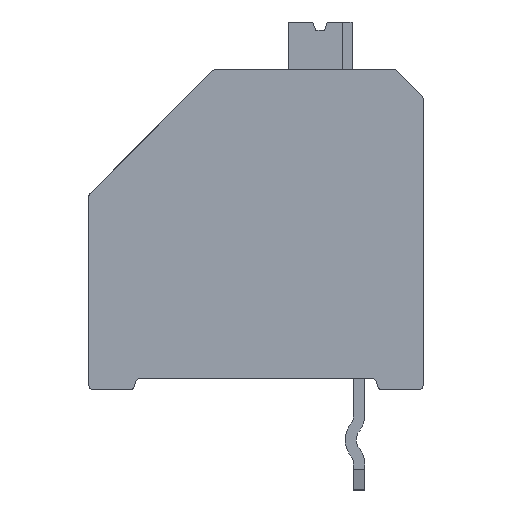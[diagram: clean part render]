
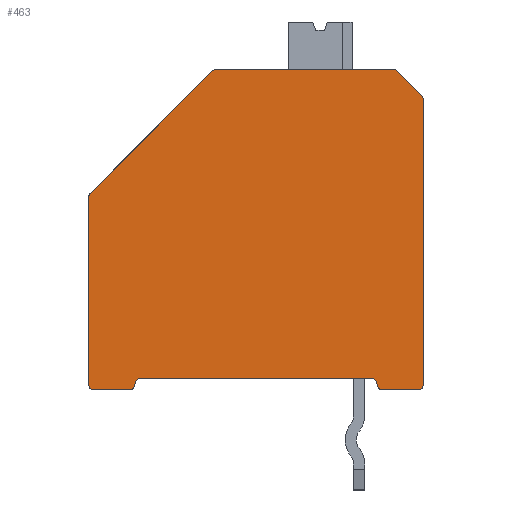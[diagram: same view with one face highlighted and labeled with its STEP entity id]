
A CAD part, front view. The second image highlights one B-rep face of the part: STEP entity #463.
In plain terms, the highlighted planar face has unit normal (0, -1, 0).
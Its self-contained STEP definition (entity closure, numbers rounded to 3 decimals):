
#463 = ADVANCED_FACE( '', ( #1143 ), #1144, .F. );
#1143 = FACE_OUTER_BOUND( '', #2084, .T. );
#1144 = PLANE( '', #2085 );
#2084 = EDGE_LOOP( '', ( #3137, #3138, #3139, #3140, #3141, #3142, #3143, #3144, #3145, #3146, #3147, #3148, #3149, #3150, #3151, #3152, #3153, #3154, #3155, #3156 ) );
#2085 = AXIS2_PLACEMENT_3D( '', #3157, #3158, #3159 );
#3137 = ORIENTED_EDGE( '', *, *, #5943, .F. );
#3138 = ORIENTED_EDGE( '', *, *, #5944, .F. );
#3139 = ORIENTED_EDGE( '', *, *, #5945, .F. );
#3140 = ORIENTED_EDGE( '', *, *, #5946, .F. );
#3141 = ORIENTED_EDGE( '', *, *, #5947, .F. );
#3142 = ORIENTED_EDGE( '', *, *, #5948, .F. );
#3143 = ORIENTED_EDGE( '', *, *, #5949, .F. );
#3144 = ORIENTED_EDGE( '', *, *, #5950, .F. );
#3145 = ORIENTED_EDGE( '', *, *, #5951, .F. );
#3146 = ORIENTED_EDGE( '', *, *, #5952, .F. );
#3147 = ORIENTED_EDGE( '', *, *, #5953, .F. );
#3148 = ORIENTED_EDGE( '', *, *, #5954, .F. );
#3149 = ORIENTED_EDGE( '', *, *, #5955, .F. );
#3150 = ORIENTED_EDGE( '', *, *, #5956, .F. );
#3151 = ORIENTED_EDGE( '', *, *, #5957, .F. );
#3152 = ORIENTED_EDGE( '', *, *, #5958, .F. );
#3153 = ORIENTED_EDGE( '', *, *, #5959, .F. );
#3154 = ORIENTED_EDGE( '', *, *, #5960, .F. );
#3155 = ORIENTED_EDGE( '', *, *, #5961, .F. );
#3156 = ORIENTED_EDGE( '', *, *, #5962, .F. );
#3157 = CARTESIAN_POINT( '', ( 4.57, -5.3, 11.16 ) );
#3158 = DIRECTION( '', ( 0., 1., 0. ) );
#3159 = DIRECTION( '', ( 0., 0., 1. ) );
#5943 = EDGE_CURVE( '', #7180, #7181, #7182, .T. );
#5944 = EDGE_CURVE( '', #7183, #7180, #7184, .T. );
#5945 = EDGE_CURVE( '', #7185, #7183, #7186, .T. );
#5946 = EDGE_CURVE( '', #7187, #7185, #7188, .T. );
#5947 = EDGE_CURVE( '', #7189, #7187, #7190, .T. );
#5948 = EDGE_CURVE( '', #7191, #7189, #7192, .T. );
#5949 = EDGE_CURVE( '', #7193, #7191, #7194, .T. );
#5950 = EDGE_CURVE( '', #7195, #7193, #7196, .T. );
#5951 = EDGE_CURVE( '', #7197, #7195, #7198, .T. );
#5952 = EDGE_CURVE( '', #7199, #7197, #7200, .T. );
#5953 = EDGE_CURVE( '', #7201, #7199, #7202, .T. );
#5954 = EDGE_CURVE( '', #7203, #7201, #7204, .T. );
#5955 = EDGE_CURVE( '', #7205, #7203, #7206, .T. );
#5956 = EDGE_CURVE( '', #7207, #7205, #7208, .T. );
#5957 = EDGE_CURVE( '', #7209, #7207, #7210, .T. );
#5958 = EDGE_CURVE( '', #7211, #7209, #7212, .T. );
#5959 = EDGE_CURVE( '', #7213, #7211, #7214, .T. );
#5960 = EDGE_CURVE( '', #7215, #7213, #7216, .T. );
#5961 = EDGE_CURVE( '', #7217, #7215, #7218, .T. );
#5962 = EDGE_CURVE( '', #7181, #7217, #7219, .T. );
#7180 = VERTEX_POINT( '', #8967 );
#7181 = VERTEX_POINT( '', #8968 );
#7182 = CIRCLE( '', #8969, 0.17 );
#7183 = VERTEX_POINT( '', #8970 );
#7184 = LINE( '', #8971, #8972 );
#7185 = VERTEX_POINT( '', #8973 );
#7186 = CIRCLE( '', #8974, 0.17 );
#7187 = VERTEX_POINT( '', #8975 );
#7188 = LINE( '', #8976, #8977 );
#7189 = VERTEX_POINT( '', #8978 );
#7190 = CIRCLE( '', #8979, 0.17 );
#7191 = VERTEX_POINT( '', #8980 );
#7192 = LINE( '', #8981, #8982 );
#7193 = VERTEX_POINT( '', #8983 );
#7194 = CIRCLE( '', #8984, 0.17 );
#7195 = VERTEX_POINT( '', #8985 );
#7196 = LINE( '', #8986, #8987 );
#7197 = VERTEX_POINT( '', #8988 );
#7198 = CIRCLE( '', #8989, 0.17 );
#7199 = VERTEX_POINT( '', #8990 );
#7200 = LINE( '', #8991, #8992 );
#7201 = VERTEX_POINT( '', #8993 );
#7202 = CIRCLE( '', #8994, 0.17 );
#7203 = VERTEX_POINT( '', #8995 );
#7204 = LINE( '', #8996, #8997 );
#7205 = VERTEX_POINT( '', #8998 );
#7206 = CIRCLE( '', #8999, 0.17 );
#7207 = VERTEX_POINT( '', #9000 );
#7208 = LINE( '', #9001, #9002 );
#7209 = VERTEX_POINT( '', #9003 );
#7210 = CIRCLE( '', #9004, 0.17 );
#7211 = VERTEX_POINT( '', #9005 );
#7212 = LINE( '', #9006, #9007 );
#7213 = VERTEX_POINT( '', #9008 );
#7214 = CIRCLE( '', #9009, 0.17 );
#7215 = VERTEX_POINT( '', #9010 );
#7216 = LINE( '', #9011, #9012 );
#7217 = VERTEX_POINT( '', #9013 );
#7218 = CIRCLE( '', #9014, 0.17 );
#7219 = LINE( '', #9015, #9016 );
#8967 = CARTESIAN_POINT( '', ( 4.45, -5.3, 11.28 ) );
#8968 = CARTESIAN_POINT( '', ( 4.57, -5.3, 11.33 ) );
#8969 = AXIS2_PLACEMENT_3D( '', #11200, #11201, #11202 );
#8970 = CARTESIAN_POINT( '', ( 0.05, -5.3, 6.88 ) );
#8971 = CARTESIAN_POINT( '', ( 0.05, -5.3, 6.88 ) );
#8972 = VECTOR( '', #11203, 1000. );
#8973 = CARTESIAN_POINT( '', ( 0., -5.3, 6.76 ) );
#8974 = AXIS2_PLACEMENT_3D( '', #11204, #11205, #11206 );
#8975 = CARTESIAN_POINT( '', ( 0., -5.3, 0. ) );
#8976 = CARTESIAN_POINT( '', ( 0., -5.3, 6.76 ) );
#8977 = VECTOR( '', #11207, 1000. );
#8978 = CARTESIAN_POINT( '', ( 0.17, -5.3, -0.17 ) );
#8979 = AXIS2_PLACEMENT_3D( '', #11208, #11209, #11210 );
#8980 = CARTESIAN_POINT( '', ( 1.47, -5.3, -0.17 ) );
#8981 = CARTESIAN_POINT( '', ( 1.47, -5.3, -0.17 ) );
#8982 = VECTOR( '', #11211, 1000. );
#8983 = CARTESIAN_POINT( '', ( 1.634, -5.3, -0.044 ) );
#8984 = AXIS2_PLACEMENT_3D( '', #11212, #11213, #11214 );
#8985 = CARTESIAN_POINT( '', ( 1.673, -5.3, 0.104 ) );
#8986 = CARTESIAN_POINT( '', ( 1.634, -5.3, -0.044 ) );
#8987 = VECTOR( '', #11215, 1000. );
#8988 = CARTESIAN_POINT( '', ( 1.838, -5.3, 0.23 ) );
#8989 = AXIS2_PLACEMENT_3D( '', #11216, #11217, #11218 );
#8990 = CARTESIAN_POINT( '', ( 10.162, -5.3, 0.23 ) );
#8991 = CARTESIAN_POINT( '', ( 1.838, -5.3, 0.23 ) );
#8992 = VECTOR( '', #11219, 1000. );
#8993 = CARTESIAN_POINT( '', ( 10.327, -5.3, 0.104 ) );
#8994 = AXIS2_PLACEMENT_3D( '', #11220, #11221, #11222 );
#8995 = CARTESIAN_POINT( '', ( 10.366, -5.3, -0.044 ) );
#8996 = CARTESIAN_POINT( '', ( 10.327, -5.3, 0.104 ) );
#8997 = VECTOR( '', #11223, 1000. );
#8998 = CARTESIAN_POINT( '', ( 10.53, -5.3, -0.17 ) );
#8999 = AXIS2_PLACEMENT_3D( '', #11224, #11225, #11226 );
#9000 = CARTESIAN_POINT( '', ( 11.83, -5.3, -0.17 ) );
#9001 = CARTESIAN_POINT( '', ( 11.83, -5.3, -0.17 ) );
#9002 = VECTOR( '', #11227, 1000. );
#9003 = CARTESIAN_POINT( '', ( 12., -5.3, 0. ) );
#9004 = AXIS2_PLACEMENT_3D( '', #11228, #11229, #11230 );
#9005 = CARTESIAN_POINT( '', ( 12., -5.3, 10.26 ) );
#9006 = CARTESIAN_POINT( '', ( 12., -5.3, 0. ) );
#9007 = VECTOR( '', #11231, 1000. );
#9008 = CARTESIAN_POINT( '', ( 11.95, -5.3, 10.38 ) );
#9009 = AXIS2_PLACEMENT_3D( '', #11232, #11233, #11234 );
#9010 = CARTESIAN_POINT( '', ( 11.05, -5.3, 11.28 ) );
#9011 = CARTESIAN_POINT( '', ( 11.05, -5.3, 11.28 ) );
#9012 = VECTOR( '', #11235, 1000. );
#9013 = CARTESIAN_POINT( '', ( 10.93, -5.3, 11.33 ) );
#9014 = AXIS2_PLACEMENT_3D( '', #11236, #11237, #11238 );
#9015 = CARTESIAN_POINT( '', ( 4.57, -5.3, 11.33 ) );
#9016 = VECTOR( '', #11239, 1000. );
#11200 = CARTESIAN_POINT( '', ( 4.57, -5.3, 11.16 ) );
#11201 = DIRECTION( '', ( 0., 1., 0. ) );
#11202 = DIRECTION( '', ( 1., 0., 0. ) );
#11203 = DIRECTION( '', ( 0.707, 0., 0.707 ) );
#11204 = CARTESIAN_POINT( '', ( 0.17, -5.3, 6.76 ) );
#11205 = DIRECTION( '', ( 0., 1., 0. ) );
#11206 = DIRECTION( '', ( 1., 0., 0. ) );
#11207 = DIRECTION( '', ( 0., 0., 1. ) );
#11208 = CARTESIAN_POINT( '', ( 0.17, -5.3, 0. ) );
#11209 = DIRECTION( '', ( 0., 1., 0. ) );
#11210 = DIRECTION( '', ( 1., 0., 0. ) );
#11211 = DIRECTION( '', ( -1., 0., 0. ) );
#11212 = CARTESIAN_POINT( '', ( 1.47, -5.3, 0. ) );
#11213 = DIRECTION( '', ( 0., 1., 0. ) );
#11214 = DIRECTION( '', ( 1., 0., 0. ) );
#11215 = DIRECTION( '', ( -0.259, 0., -0.966 ) );
#11216 = CARTESIAN_POINT( '', ( 1.838, -5.3, 0.06 ) );
#11217 = DIRECTION( '', ( 0., -1., 0. ) );
#11218 = DIRECTION( '', ( 1., 0., 0. ) );
#11219 = DIRECTION( '', ( -1., 0., 0. ) );
#11220 = CARTESIAN_POINT( '', ( 10.162, -5.3, 0.06 ) );
#11221 = DIRECTION( '', ( 0., -1., 0. ) );
#11222 = DIRECTION( '', ( 1., 0., 0. ) );
#11223 = DIRECTION( '', ( -0.259, 0., 0.966 ) );
#11224 = CARTESIAN_POINT( '', ( 10.53, -5.3, 0. ) );
#11225 = DIRECTION( '', ( 0., 1., 0. ) );
#11226 = DIRECTION( '', ( 1., 0., 0. ) );
#11227 = DIRECTION( '', ( -1., 0., 0. ) );
#11228 = CARTESIAN_POINT( '', ( 11.83, -5.3, 0. ) );
#11229 = DIRECTION( '', ( 0., 1., 0. ) );
#11230 = DIRECTION( '', ( -1., 0., 0. ) );
#11231 = DIRECTION( '', ( 0., 0., -1. ) );
#11232 = CARTESIAN_POINT( '', ( 11.83, -5.3, 10.26 ) );
#11233 = DIRECTION( '', ( 0., 1., 0. ) );
#11234 = DIRECTION( '', ( -1., 0., 0. ) );
#11235 = DIRECTION( '', ( 0.707, 0., -0.707 ) );
#11236 = CARTESIAN_POINT( '', ( 10.93, -5.3, 11.16 ) );
#11237 = DIRECTION( '', ( 0., 1., 0. ) );
#11238 = DIRECTION( '', ( 1., 0., 0. ) );
#11239 = DIRECTION( '', ( 1., 0., 0. ) );
